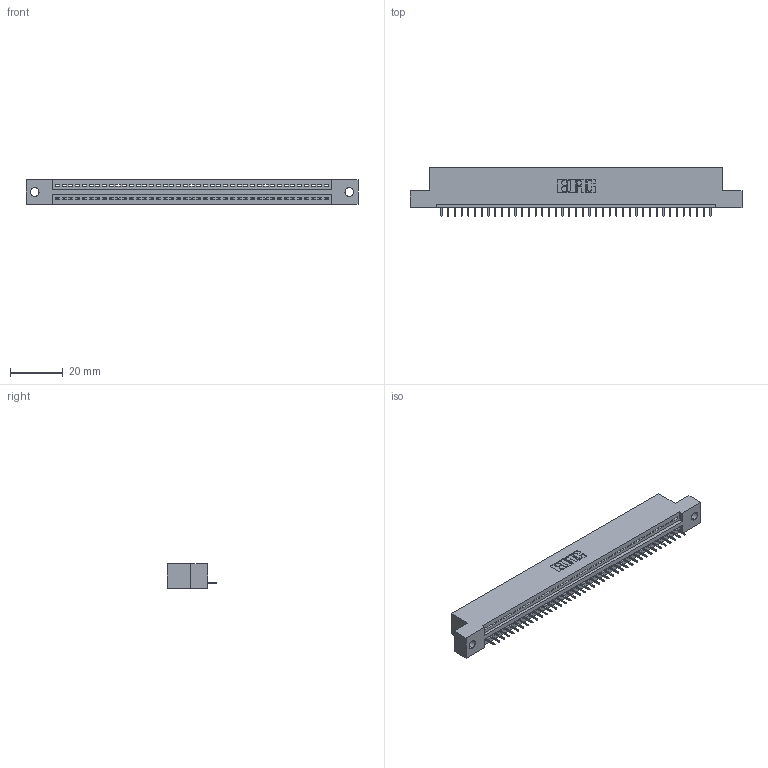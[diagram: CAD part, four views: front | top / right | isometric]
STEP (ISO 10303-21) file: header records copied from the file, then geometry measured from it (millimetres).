
FILE_DESCRIPTION (( 'STEP AP203' ), '1' );
FILE_NAME ('845-041-525-102.STEP', '2020-09-23T05:14:19', ( '' ), ( '' ), 'SwSTEP 2.0', 'SolidWorks 2020', '' );
FILE_SCHEMA (( 'CONFIG_CONTROL_DESIGN' ));
Length unit declared in the file: inch
Products named in the file (3): 845-041-525-102; 845 Part_Flush Mounting Lugs - 0.128 Dia; 345-292-001_345-293-125
Assembly tree (42 placements, depth 2):
  845-041-525-102
    845 Part_Flush Mounting Lugs - 0.128 Dia
    345-292-001_345-293-125  x41
Bounding box: 125.35 x 18.72 x 9.4 mm (x, y, z)
Volume: 11693.5 mm3; surface area: 14696.3 mm2
Topology: 42 solids, 42 shells, 2668 faces, 7721 edges, 4982 vertices
Faces by surface type: plane 1966, cylinder 702
Entity records: 31069 total; most frequent: CARTESIAN_POINT 5387, ORIENTED_EDGE 5362, DIRECTION 4707, EDGE_CURVE 2681, LINE 2389, VECTOR 2389, VERTEX_POINT 1782, AXIS2_PLACEMENT_3D 1159
